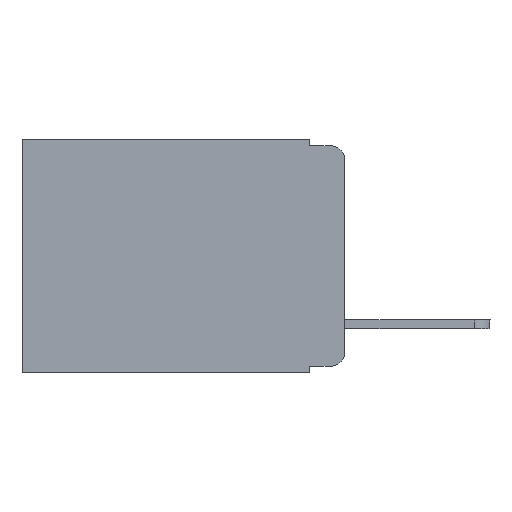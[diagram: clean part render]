
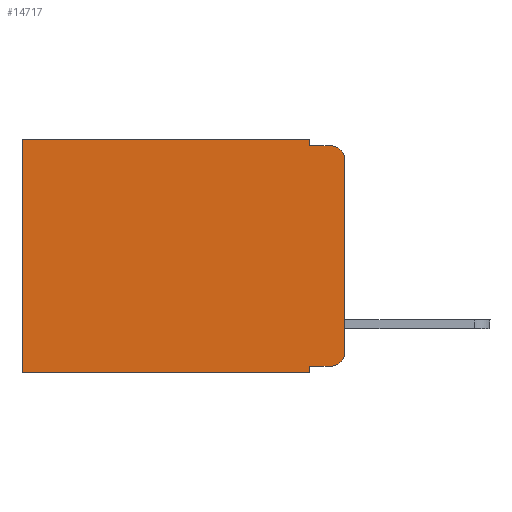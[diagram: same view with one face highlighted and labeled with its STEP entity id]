
A CAD part, left-side view. The second image highlights one B-rep face of the part: STEP entity #14717.
In plain terms, the highlighted planar face has unit normal (-1, 0, 0).
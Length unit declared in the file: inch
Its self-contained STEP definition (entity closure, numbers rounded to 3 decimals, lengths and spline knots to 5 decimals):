
#202 = EDGE_CURVE ( 'NONE', #15712, #12272, #15807, .T. ) ;
#564 = CARTESIAN_POINT ( 'NONE',  ( 0.298, 0., 0. ) ) ;
#825 = ORIENTED_EDGE ( 'NONE', *, *, #10270, .F. ) ;
#1076 = VERTEX_POINT ( 'NONE', #12881 ) ;
#1421 = DIRECTION ( 'NONE',  ( 0., 1., 0. ) ) ;
#1532 = LINE ( 'NONE', #12338, #12619 ) ;
#1646 = EDGE_CURVE ( 'NONE', #8688, #5886, #7539, .T. ) ;
#1665 = CARTESIAN_POINT ( 'NONE',  ( 0.298, 0.02, -0.01 ) ) ;
#1717 = CARTESIAN_POINT ( 'NONE',  ( 0.298, 0., -0.03 ) ) ;
#2169 = LINE ( 'NONE', #10840, #14784 ) ;
#2336 = CARTESIAN_POINT ( 'NONE',  ( 0.298, 0.02, -0.03 ) ) ;
#2590 = VERTEX_POINT ( 'NONE', #5110 ) ;
#2678 = VERTEX_POINT ( 'NONE', #2751 ) ;
#2751 = CARTESIAN_POINT ( 'NONE',  ( 0.298, 0.051, -0.343 ) ) ;
#2773 = ORIENTED_EDGE ( 'NONE', *, *, #15555, .F. ) ;
#3039 = CARTESIAN_POINT ( 'NONE',  ( 0.298, 0.051, 0. ) ) ;
#3596 = DIRECTION ( 'NONE',  ( -1., 0., 0. ) ) ;
#3601 = LINE ( 'NONE', #10452, #5301 ) ;
#3628 = AXIS2_PLACEMENT_3D ( 'NONE', #2336, #3596, #14516 ) ;
#3951 = VERTEX_POINT ( 'NONE', #14044 ) ;
#4419 = AXIS2_PLACEMENT_3D ( 'NONE', #8291, #7103, #8396 ) ;
#4715 = EDGE_CURVE ( 'NONE', #3951, #7213, #10229, .T. ) ;
#4769 = DIRECTION ( 'NONE',  ( 0., 1., 0. ) ) ;
#4995 = EDGE_CURVE ( 'NONE', #3951, #1076, #2169, .T. ) ;
#5110 = CARTESIAN_POINT ( 'NONE',  ( 0.298, 0.473, -0.343 ) ) ;
#5280 = CARTESIAN_POINT ( 'NONE',  ( 0.298, 0.051, -0.333 ) ) ;
#5301 = VECTOR ( 'NONE', #6425, 39.37008 ) ;
#5371 = EDGE_CURVE ( 'NONE', #8688, #9642, #5549, .T. ) ;
#5461 = PLANE ( 'NONE',  #14391 ) ;
#5549 = CIRCLE ( 'NONE', #3628, 0.02 ) ;
#5814 = ORIENTED_EDGE ( 'NONE', *, *, #9395, .T. ) ;
#5877 = CARTESIAN_POINT ( 'NONE',  ( 0.298, 0.02, -0.333 ) ) ;
#5886 = VERTEX_POINT ( 'NONE', #6597 ) ;
#6056 = CARTESIAN_POINT ( 'NONE',  ( 0.298, 0.051, -0.01 ) ) ;
#6425 = DIRECTION ( 'NONE',  ( 0., 0., -1. ) ) ;
#6569 = DIRECTION ( 'NONE',  ( 0., 0., -1. ) ) ;
#6597 = CARTESIAN_POINT ( 'NONE',  ( 0.298, 0., -0.313 ) ) ;
#6718 = DIRECTION ( 'NONE',  ( 0., 0., -1. ) ) ;
#6900 = LINE ( 'NONE', #13690, #14377 ) ;
#7103 = DIRECTION ( 'NONE',  ( -1., 0., 0. ) ) ;
#7170 = ORIENTED_EDGE ( 'NONE', *, *, #4995, .T. ) ;
#7213 = VERTEX_POINT ( 'NONE', #6056 ) ;
#7539 = LINE ( 'NONE', #9760, #13672 ) ;
#7844 = CARTESIAN_POINT ( 'NONE',  ( 0.298, 0.473, 0. ) ) ;
#8095 = EDGE_LOOP ( 'NONE', ( #12480, #14891, #12465, #10202, #7170, #5814, #2773, #825, #11425, #14177 ) ) ;
#8138 = VECTOR ( 'NONE', #6569, 39.37008 ) ;
#8291 = CARTESIAN_POINT ( 'NONE',  ( 0.298, 0.02, -0.313 ) ) ;
#8396 = DIRECTION ( 'NONE',  ( 0., 0., -1. ) ) ;
#8688 = VERTEX_POINT ( 'NONE', #1717 ) ;
#8982 = DIRECTION ( 'NONE',  ( 0., -1., 0. ) ) ;
#9246 = VECTOR ( 'NONE', #12741, 39.37008 ) ;
#9395 = EDGE_CURVE ( 'NONE', #1076, #2590, #11401, .T. ) ;
#9465 = CIRCLE ( 'NONE', #4419, 0.02 ) ;
#9603 = DIRECTION ( 'NONE',  ( 0., 0., -1. ) ) ;
#9642 = VERTEX_POINT ( 'NONE', #1665 ) ;
#9760 = CARTESIAN_POINT ( 'NONE',  ( 0.298, 0., 0. ) ) ;
#10202 = ORIENTED_EDGE ( 'NONE', *, *, #4715, .F. ) ;
#10229 = LINE ( 'NONE', #3039, #9246 ) ;
#10270 = EDGE_CURVE ( 'NONE', #15712, #2678, #3601, .T. ) ;
#10452 = CARTESIAN_POINT ( 'NONE',  ( 0.298, 0.051, 0. ) ) ;
#10840 = CARTESIAN_POINT ( 'NONE',  ( 0.298, 0., 0. ) ) ;
#11401 = LINE ( 'NONE', #7844, #8138 ) ;
#11425 = ORIENTED_EDGE ( 'NONE', *, *, #202, .T. ) ;
#12030 = DIRECTION ( 'NONE',  ( 0., -1., 0. ) ) ;
#12143 = CARTESIAN_POINT ( 'NONE',  ( 0.298, 0.051, -0.333 ) ) ;
#12192 = VECTOR ( 'NONE', #12030, 39.37008 ) ;
#12272 = VERTEX_POINT ( 'NONE', #5877 ) ;
#12338 = CARTESIAN_POINT ( 'NONE',  ( 0.298, 0., -0.343 ) ) ;
#12465 = ORIENTED_EDGE ( 'NONE', *, *, #14068, .F. ) ;
#12480 = ORIENTED_EDGE ( 'NONE', *, *, #1646, .F. ) ;
#12619 = VECTOR ( 'NONE', #1421, 39.37008 ) ;
#12741 = DIRECTION ( 'NONE',  ( 0., 0., -1. ) ) ;
#12881 = CARTESIAN_POINT ( 'NONE',  ( 0.298, 0.473, 0. ) ) ;
#13015 = EDGE_CURVE ( 'NONE', #12272, #5886, #9465, .T. ) ;
#13672 = VECTOR ( 'NONE', #9603, 39.37008 ) ;
#13690 = CARTESIAN_POINT ( 'NONE',  ( 0.298, 0.051, -0.01 ) ) ;
#14044 = CARTESIAN_POINT ( 'NONE',  ( 0.298, 0.051, 0. ) ) ;
#14063 = DIRECTION ( 'NONE',  ( 1., 0., 0. ) ) ;
#14068 = EDGE_CURVE ( 'NONE', #7213, #9642, #6900, .T. ) ;
#14177 = ORIENTED_EDGE ( 'NONE', *, *, #13015, .T. ) ;
#14179 = FACE_OUTER_BOUND ( 'NONE', #8095, .T. ) ;
#14377 = VECTOR ( 'NONE', #8982, 39.37008 ) ;
#14391 = AXIS2_PLACEMENT_3D ( 'NONE', #564, #14063, #6718 ) ;
#14516 = DIRECTION ( 'NONE',  ( 0., 0., -1. ) ) ;
#14717 = ADVANCED_FACE ( 'NONE', ( #14179 ), #5461, .F. ) ;
#14784 = VECTOR ( 'NONE', #4769, 39.37008 ) ;
#14891 = ORIENTED_EDGE ( 'NONE', *, *, #5371, .T. ) ;
#15555 = EDGE_CURVE ( 'NONE', #2678, #2590, #1532, .T. ) ;
#15712 = VERTEX_POINT ( 'NONE', #5280 ) ;
#15807 = LINE ( 'NONE', #12143, #12192 ) ;
